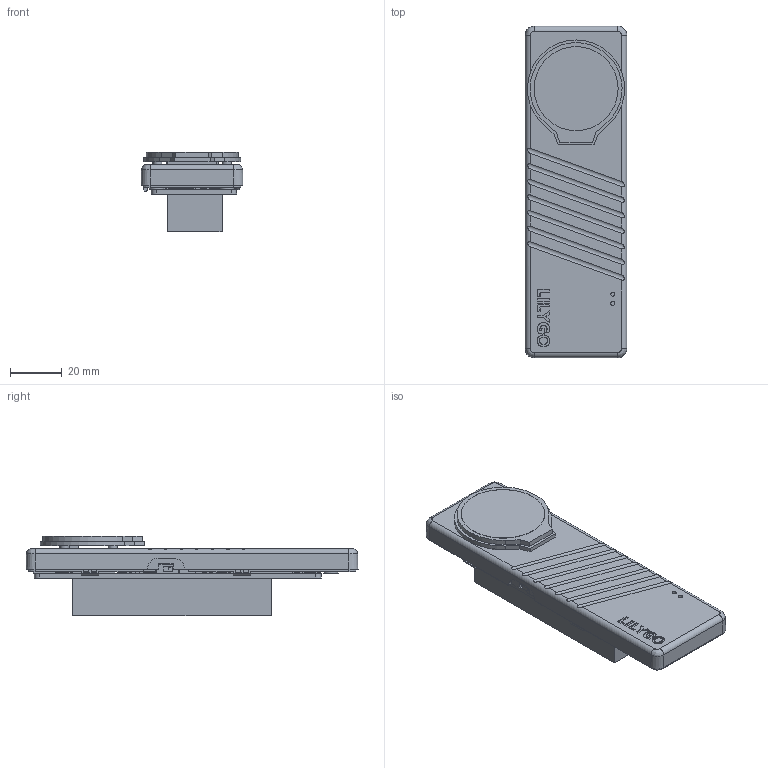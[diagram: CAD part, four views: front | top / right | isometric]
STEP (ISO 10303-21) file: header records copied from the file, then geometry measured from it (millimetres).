
FILE_DESCRIPTION(/* description */ (''),/* implementation_level */ '2;1');
FILE_NAME(/* name */ 't-sim7000g-shell + GC9A01 TFT LCD Display v1.step',/* time_stamp */ '2023-07-05T18:28:43-04:00',/* author */ (''),/* organization */ (''),/* preprocessor_version */ 'ST-DEVELOPER v19.2',/* originating_system */ 'Autodesk Translation Framework v12.6.0.85',/* authorisation */ '');
FILE_SCHEMA (('AUTOMOTIVE_DESIGN { 1 0 10303 214 3 1 1 }'));
Length unit declared in the file: millimetre
Products named in the file (3): t-sim7000g-shell + GC9A01 TFT LCD Display; 006_02_T-SIM7000G-A-COVER; T-SIM7000G_6_08_
Assembly tree (2 placements, depth 2):
  t-sim7000g-shell + GC9A01 TFT LCD Display
    006_02_T-SIM7000G-A-COVER
    T-SIM7000G_6_08_
Bounding box: 39.3 x 128 x 30.55 mm (x, y, z)
Volume: 28622.3 mm3; surface area: 34138.2 mm2
Topology: 3 solids, 3 shells, 1172 faces, 2963 edges, 1967 vertices
Faces by surface type: plane 964, cylinder 178, bspline 19, cone 9, torus 2
Full cylindrical faces by diameter (mm): 0.9 x32, 1.6 x8, 1.7 x4, 3.4 x3, 3.5 x4, 3.7 x3, 32.4 x1
Entity records: 37090 total; most frequent: CARTESIAN_POINT 8365, ORIENTED_EDGE 5926, DIRECTION 5581, EDGE_CURVE 2963, LINE 2511, VECTOR 2511, VERTEX_POINT 1967, AXIS2_PLACEMENT_3D 1535
